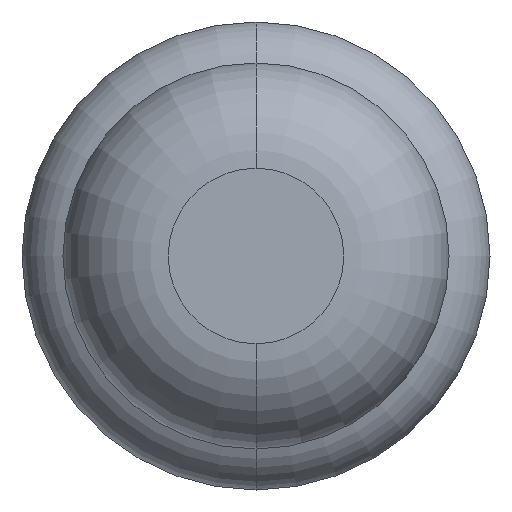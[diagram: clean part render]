
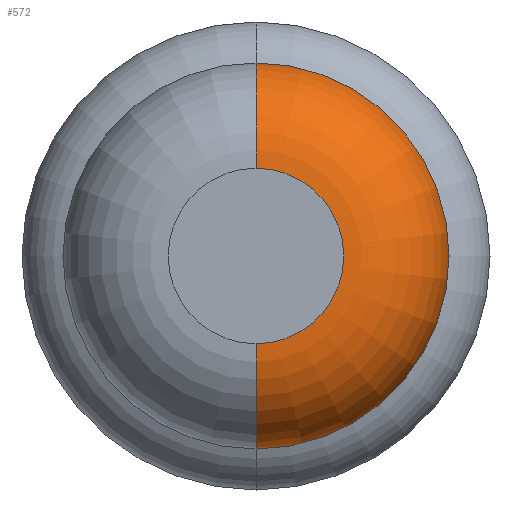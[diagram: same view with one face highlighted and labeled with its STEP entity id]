
A CAD part, front view. The second image highlights one B-rep face of the part: STEP entity #572.
In plain terms, the highlighted toroidal (fillet/blend) face has major radius 0.375 mm and minor radius 0.45 mm.
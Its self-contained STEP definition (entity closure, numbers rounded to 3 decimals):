
#13 = DIRECTION ( 'NONE',  ( 1., 0., 0. ) ) ;
#24 = CIRCLE ( 'NONE', #2323, 0.45 ) ;
#70 = CIRCLE ( 'NONE', #1995, 0.45 ) ;
#215 = FACE_OUTER_BOUND ( 'NONE', #2095, .T. ) ;
#337 = CARTESIAN_POINT ( 'NONE',  ( 0., -28.55, 0. ) ) ;
#343 = ORIENTED_EDGE ( 'NONE', *, *, #3246, .T. ) ;
#536 = EDGE_CURVE ( 'NONE', #663, #781, #24, .T. ) ;
#572 = ADVANCED_FACE ( 'Defeature ausgef�hrt1_8', ( #215 ), #2898, .T. ) ;
#594 = AXIS2_PLACEMENT_3D ( 'NONE', #1535, #2170, #3388 ) ;
#647 = AXIS2_PLACEMENT_3D ( 'NONE', #2906, #3838, #1021 ) ;
#663 = VERTEX_POINT ( 'NONE', #858 ) ;
#767 = ORIENTED_EDGE ( 'NONE', *, *, #3735, .F. ) ;
#781 = VERTEX_POINT ( 'NONE', #2289 ) ;
#858 = CARTESIAN_POINT ( 'NONE',  ( 0., -29., -0.375 ) ) ;
#904 = DIRECTION ( 'NONE',  ( 0., 0., -1. ) ) ;
#1021 = DIRECTION ( 'NONE',  ( 0., 0., 1. ) ) ;
#1408 = ORIENTED_EDGE ( 'NONE', *, *, #536, .T. ) ;
#1535 = CARTESIAN_POINT ( 'NONE',  ( 0., -28.55, 0. ) ) ;
#1798 = ORIENTED_EDGE ( 'NONE', *, *, #1979, .F. ) ;
#1979 = EDGE_CURVE ( 'NONE', #3452, #2626, #70, .T. ) ;
#1995 = AXIS2_PLACEMENT_3D ( 'NONE', #3485, #3280, #2944 ) ;
#2095 = EDGE_LOOP ( 'NONE', ( #343, #1408, #767, #1798 ) ) ;
#2131 = CARTESIAN_POINT ( 'NONE',  ( 0., -29., 0.375 ) ) ;
#2170 = DIRECTION ( 'NONE',  ( 0., 1., 0. ) ) ;
#2289 = CARTESIAN_POINT ( 'NONE',  ( 0., -28.55, -0.825 ) ) ;
#2323 = AXIS2_PLACEMENT_3D ( 'NONE', #2715, #13, #904 ) ;
#2501 = DIRECTION ( 'NONE',  ( 0., 1., 0. ) ) ;
#2554 = CIRCLE ( 'NONE', #647, 0.375 ) ;
#2626 = VERTEX_POINT ( 'NONE', #2831 ) ;
#2715 = CARTESIAN_POINT ( 'NONE',  ( 0., -28.55, -0.375 ) ) ;
#2782 = DIRECTION ( 'NONE',  ( 0., 0., 1. ) ) ;
#2831 = CARTESIAN_POINT ( 'NONE',  ( 0., -28.55, 0.825 ) ) ;
#2898 = TOROIDAL_SURFACE ( 'NONE', #594, 0.375, 0.45 ) ;
#2906 = CARTESIAN_POINT ( 'NONE',  ( 0., -29., 0. ) ) ;
#2944 = DIRECTION ( 'NONE',  ( 0., 0., 1. ) ) ;
#3246 = EDGE_CURVE ( 'Defeature ausgef�hrt1_8+Defeature ausgef�hrt1_7+Defeature ausgef�hrt1_7+Defeature ausgef�hrt1_7', #3452, #663, #2554, .T. ) ;
#3280 = DIRECTION ( 'NONE',  ( -1., 0., 0. ) ) ;
#3388 = DIRECTION ( 'NONE',  ( 0., 0., 1. ) ) ;
#3452 = VERTEX_POINT ( 'NONE', #2131 ) ;
#3485 = CARTESIAN_POINT ( 'NONE',  ( 0., -28.55, 0.375 ) ) ;
#3606 = AXIS2_PLACEMENT_3D ( 'NONE', #337, #2501, #2782 ) ;
#3735 = EDGE_CURVE ( 'Defeature ausgef�hrt1_9+Defeature ausgef�hrt1_8+Defeature ausgef�hrt1_8+Defeature ausgef�hrt1_8', #2626, #781, #3950, .T. ) ;
#3838 = DIRECTION ( 'NONE',  ( 0., 1., 0. ) ) ;
#3950 = CIRCLE ( 'NONE', #3606, 0.825 ) ;
